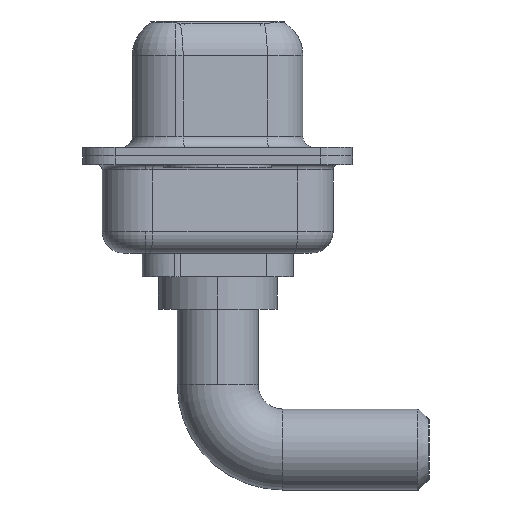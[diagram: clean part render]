
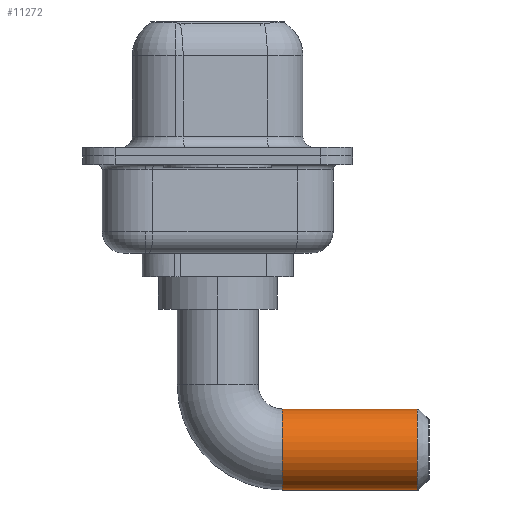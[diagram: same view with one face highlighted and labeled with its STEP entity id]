
A CAD part, left-side view. The second image highlights one B-rep face of the part: STEP entity #11272.
In plain terms, the highlighted cylindrical face has radius 1.875 mm (diameter 3.75 mm), a partial arc.
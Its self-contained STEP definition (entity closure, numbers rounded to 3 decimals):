
#31 = EDGE_CURVE ( 'NONE', #9055, #8178, #9062, .T. ) ;
#125 = ORIENTED_EDGE ( 'NONE', *, *, #1071, .T. ) ;
#359 = EDGE_CURVE ( 'NONE', #9055, #768, #2056, .T. ) ;
#768 = VERTEX_POINT ( 'NONE', #2684 ) ;
#1071 = EDGE_CURVE ( 'NONE', #768, #1908, #8655, .T. ) ;
#1162 = EDGE_LOOP ( 'NONE', ( #2957, #6895, #125, #2111 ) ) ;
#1210 = CARTESIAN_POINT ( 'NONE',  ( 0., -9.25, -4.625 ) ) ;
#1499 = AXIS2_PLACEMENT_3D ( 'NONE', #7385, #8160, #1956 ) ;
#1635 = DIRECTION ( 'NONE',  ( 0., 0., -1. ) ) ;
#1877 = DIRECTION ( 'NONE',  ( 0., 0., -1. ) ) ;
#1908 = VERTEX_POINT ( 'NONE', #2250 ) ;
#1956 = DIRECTION ( 'NONE',  ( -1., 0., 0. ) ) ;
#2056 = CIRCLE ( 'NONE', #1499, 1.875 ) ;
#2111 = ORIENTED_EDGE ( 'NONE', *, *, #4218, .T. ) ;
#2250 = CARTESIAN_POINT ( 'NONE',  ( 0., -9.25, -8.375 ) ) ;
#2283 = AXIS2_PLACEMENT_3D ( 'NONE', #3787, #10003, #1877 ) ;
#2306 = VECTOR ( 'NONE', #10629, 1000. ) ;
#2684 = CARTESIAN_POINT ( 'NONE',  ( 0., -3., -8.375 ) ) ;
#2957 = ORIENTED_EDGE ( 'NONE', *, *, #31, .F. ) ;
#3787 = CARTESIAN_POINT ( 'NONE',  ( 0., -3., -6.5 ) ) ;
#4218 = EDGE_CURVE ( 'NONE', #1908, #8178, #7393, .T. ) ;
#4601 = FACE_OUTER_BOUND ( 'NONE', #1162, .T. ) ;
#5134 = AXIS2_PLACEMENT_3D ( 'NONE', #6050, #7039, #1635 ) ;
#5532 = DIRECTION ( 'NONE',  ( 0., -1., 0. ) ) ;
#6050 = CARTESIAN_POINT ( 'NONE',  ( 0., -9.25, -6.5 ) ) ;
#6424 = CYLINDRICAL_SURFACE ( 'NONE', #2283, 1.875 ) ;
#6872 = CARTESIAN_POINT ( 'NONE',  ( 0., -3., -8.375 ) ) ;
#6895 = ORIENTED_EDGE ( 'NONE', *, *, #359, .T. ) ;
#7039 = DIRECTION ( 'NONE',  ( 0., 1., 0. ) ) ;
#7385 = CARTESIAN_POINT ( 'NONE',  ( 0., -3., -6.5 ) ) ;
#7388 = CARTESIAN_POINT ( 'NONE',  ( 0., -3., -4.625 ) ) ;
#7393 = CIRCLE ( 'NONE', #5134, 1.875 ) ;
#8160 = DIRECTION ( 'NONE',  ( 0., -1., 0. ) ) ;
#8178 = VERTEX_POINT ( 'NONE', #1210 ) ;
#8655 = LINE ( 'NONE', #6872, #2306 ) ;
#9055 = VERTEX_POINT ( 'NONE', #7388 ) ;
#9062 = LINE ( 'NONE', #10809, #10597 ) ;
#10003 = DIRECTION ( 'NONE',  ( 0., -1., 0. ) ) ;
#10597 = VECTOR ( 'NONE', #5532, 1000. ) ;
#10629 = DIRECTION ( 'NONE',  ( 0., -1., 0. ) ) ;
#10809 = CARTESIAN_POINT ( 'NONE',  ( 0., -3., -4.625 ) ) ;
#11272 = ADVANCED_FACE ( 'NONE', ( #4601 ), #6424, .T. ) ;
